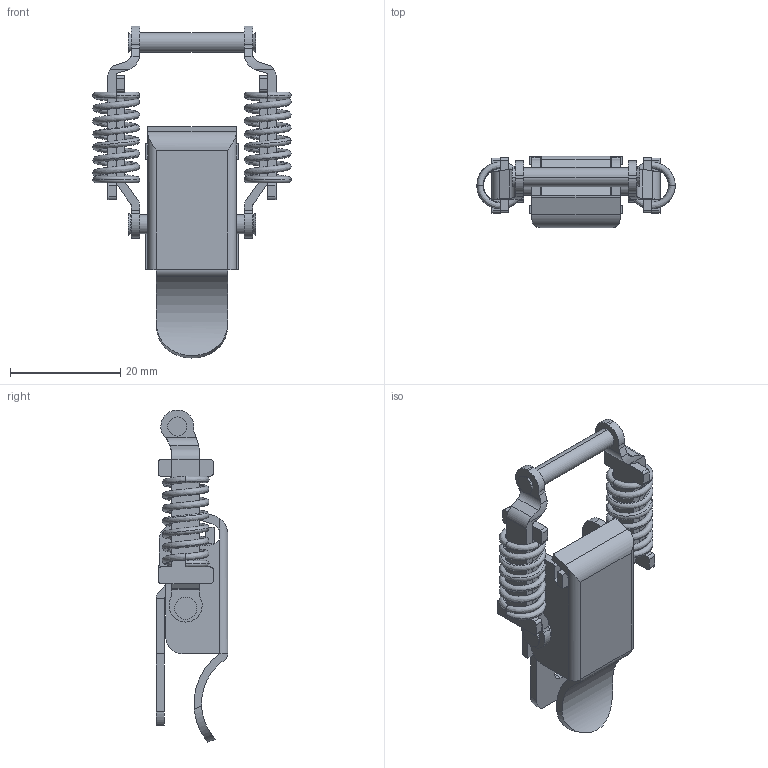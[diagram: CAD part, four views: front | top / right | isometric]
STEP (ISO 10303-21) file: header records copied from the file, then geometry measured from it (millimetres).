
FILE_DESCRIPTION( (''), '2;1');
FILE_NAME ('PC019.74820.TL_207SUS_2_H_637.stp','2025-04-24T18:34:35',(''),(''),'spGate 19.8.4 (****-****-****-****)','','');
FILE_SCHEMA (('AUTOMOTIVE_DESIGN'));
Length unit declared in the file: millimetre
Products named in the file (6): Assembly; lever; armB; spring; base; armA
Assembly tree (6 placements, depth 2):
  Assembly
    lever
    armB
    spring  x2
    base
    armA
Bounding box: 36 x 13 x 60.26 mm (x, y, z)
Volume: 4235.3 mm3; surface area: 7352.1 mm2
Topology: 6 solids, 6 shells, 236 faces, 628 edges, 412 vertices
Faces by surface type: plane 116, cylinder 88, bspline 32
Entity records: 14732 total; most frequent: CARTESIAN_POINT 4421, ORIENTED_EDGE 1188, DIRECTION 1114, COLOUR_RGB 821, PRESENTATION_STYLE_ASSIGNMENT 821, STYLED_ITEM 821, EDGE_CURVE 594, DRAUGHTING_PRE_DEFINED_CURVE_FONT 594
